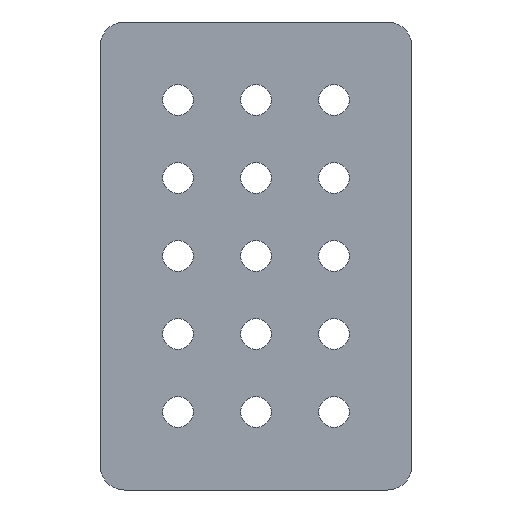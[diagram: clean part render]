
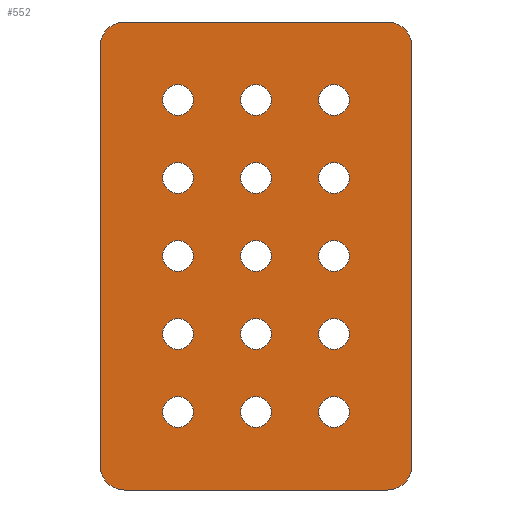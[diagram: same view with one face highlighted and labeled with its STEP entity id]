
A CAD part, front view. The second image highlights one B-rep face of the part: STEP entity #552.
In plain terms, the highlighted planar face has unit normal (0, -1, 0).
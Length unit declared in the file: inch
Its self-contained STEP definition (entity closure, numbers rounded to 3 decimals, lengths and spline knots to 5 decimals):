
#29=FACE_BOUND('',#115,.T.);
#30=FACE_BOUND('',#116,.T.);
#31=FACE_BOUND('',#117,.T.);
#32=FACE_BOUND('',#118,.T.);
#33=FACE_BOUND('',#119,.T.);
#34=FACE_BOUND('',#120,.T.);
#35=FACE_BOUND('',#121,.T.);
#36=FACE_BOUND('',#122,.T.);
#37=FACE_BOUND('',#123,.T.);
#38=FACE_BOUND('',#124,.T.);
#39=FACE_BOUND('',#125,.T.);
#40=FACE_BOUND('',#126,.T.);
#41=FACE_BOUND('',#127,.T.);
#42=FACE_BOUND('',#128,.T.);
#43=FACE_BOUND('',#129,.T.);
#49=PLANE('',#637);
#74=FACE_OUTER_BOUND('',#114,.T.);
#114=EDGE_LOOP('',(#460,#461,#462,#463,#464,#465,#466,#467));
#115=EDGE_LOOP('',(#468));
#116=EDGE_LOOP('',(#469));
#117=EDGE_LOOP('',(#470));
#118=EDGE_LOOP('',(#471));
#119=EDGE_LOOP('',(#472));
#120=EDGE_LOOP('',(#473));
#121=EDGE_LOOP('',(#474));
#122=EDGE_LOOP('',(#475));
#123=EDGE_LOOP('',(#476));
#124=EDGE_LOOP('',(#477));
#125=EDGE_LOOP('',(#478));
#126=EDGE_LOOP('',(#479));
#127=EDGE_LOOP('',(#480));
#128=EDGE_LOOP('',(#481));
#129=EDGE_LOOP('',(#482));
#145=LINE('',#891,#176);
#150=LINE('',#905,#181);
#154=LINE('',#917,#185);
#158=LINE('',#929,#189);
#176=VECTOR('',#747,0.3937);
#181=VECTOR('',#760,0.3937);
#185=VECTOR('',#772,0.3937);
#189=VECTOR('',#784,0.3937);
#193=CIRCLE('',#577,0.098);
#195=CIRCLE('',#580,0.098);
#197=CIRCLE('',#583,0.098);
#199=CIRCLE('',#586,0.098);
#201=CIRCLE('',#589,0.098);
#203=CIRCLE('',#592,0.098);
#205=CIRCLE('',#595,0.098);
#207=CIRCLE('',#598,0.098);
#209=CIRCLE('',#601,0.098);
#211=CIRCLE('',#604,0.098);
#213=CIRCLE('',#607,0.098);
#215=CIRCLE('',#610,0.098);
#217=CIRCLE('',#613,0.098);
#219=CIRCLE('',#616,0.098);
#221=CIRCLE('',#619,0.098);
#222=CIRCLE('',#622,0.157);
#224=CIRCLE('',#626,0.157);
#226=CIRCLE('',#630,0.157);
#228=CIRCLE('',#634,0.157);
#231=VERTEX_POINT('',#801);
#233=VERTEX_POINT('',#807);
#235=VERTEX_POINT('',#813);
#237=VERTEX_POINT('',#819);
#239=VERTEX_POINT('',#825);
#241=VERTEX_POINT('',#831);
#243=VERTEX_POINT('',#837);
#245=VERTEX_POINT('',#843);
#247=VERTEX_POINT('',#849);
#249=VERTEX_POINT('',#855);
#251=VERTEX_POINT('',#861);
#253=VERTEX_POINT('',#867);
#255=VERTEX_POINT('',#873);
#257=VERTEX_POINT('',#879);
#259=VERTEX_POINT('',#885);
#260=VERTEX_POINT('',#889);
#261=VERTEX_POINT('',#890);
#264=VERTEX_POINT('',#898);
#266=VERTEX_POINT('',#904);
#268=VERTEX_POINT('',#910);
#270=VERTEX_POINT('',#916);
#272=VERTEX_POINT('',#922);
#274=VERTEX_POINT('',#928);
#278=EDGE_CURVE('',#231,#231,#193,.T.);
#281=EDGE_CURVE('',#233,#233,#195,.T.);
#284=EDGE_CURVE('',#235,#235,#197,.T.);
#287=EDGE_CURVE('',#237,#237,#199,.T.);
#290=EDGE_CURVE('',#239,#239,#201,.T.);
#293=EDGE_CURVE('',#241,#241,#203,.T.);
#296=EDGE_CURVE('',#243,#243,#205,.T.);
#299=EDGE_CURVE('',#245,#245,#207,.T.);
#302=EDGE_CURVE('',#247,#247,#209,.T.);
#305=EDGE_CURVE('',#249,#249,#211,.T.);
#308=EDGE_CURVE('',#251,#251,#213,.T.);
#311=EDGE_CURVE('',#253,#253,#215,.T.);
#314=EDGE_CURVE('',#255,#255,#217,.T.);
#317=EDGE_CURVE('',#257,#257,#219,.T.);
#320=EDGE_CURVE('',#259,#259,#221,.T.);
#321=EDGE_CURVE('',#260,#261,#145,.T.);
#325=EDGE_CURVE('',#264,#260,#222,.T.);
#328=EDGE_CURVE('',#266,#264,#150,.T.);
#331=EDGE_CURVE('',#268,#266,#224,.T.);
#334=EDGE_CURVE('',#270,#268,#154,.T.);
#337=EDGE_CURVE('',#272,#270,#226,.T.);
#340=EDGE_CURVE('',#274,#272,#158,.T.);
#343=EDGE_CURVE('',#261,#274,#228,.T.);
#460=ORIENTED_EDGE('',*,*,#343,.F.);
#461=ORIENTED_EDGE('',*,*,#321,.F.);
#462=ORIENTED_EDGE('',*,*,#325,.F.);
#463=ORIENTED_EDGE('',*,*,#328,.F.);
#464=ORIENTED_EDGE('',*,*,#331,.F.);
#465=ORIENTED_EDGE('',*,*,#334,.F.);
#466=ORIENTED_EDGE('',*,*,#337,.F.);
#467=ORIENTED_EDGE('',*,*,#340,.F.);
#468=ORIENTED_EDGE('',*,*,#320,.F.);
#469=ORIENTED_EDGE('',*,*,#317,.F.);
#470=ORIENTED_EDGE('',*,*,#314,.F.);
#471=ORIENTED_EDGE('',*,*,#311,.F.);
#472=ORIENTED_EDGE('',*,*,#308,.F.);
#473=ORIENTED_EDGE('',*,*,#305,.F.);
#474=ORIENTED_EDGE('',*,*,#302,.F.);
#475=ORIENTED_EDGE('',*,*,#299,.F.);
#476=ORIENTED_EDGE('',*,*,#296,.F.);
#477=ORIENTED_EDGE('',*,*,#293,.F.);
#478=ORIENTED_EDGE('',*,*,#290,.F.);
#479=ORIENTED_EDGE('',*,*,#287,.F.);
#480=ORIENTED_EDGE('',*,*,#284,.F.);
#481=ORIENTED_EDGE('',*,*,#281,.F.);
#482=ORIENTED_EDGE('',*,*,#278,.F.);
#552=ADVANCED_FACE('',(#74,#29,#30,#31,#32,#33,#34,#35,#36,#37,#38,#39,
#40,#41,#42,#43),#49,.F.);
#577=AXIS2_PLACEMENT_3D('',#803,#645,#646);
#580=AXIS2_PLACEMENT_3D('',#809,#652,#653);
#583=AXIS2_PLACEMENT_3D('',#815,#659,#660);
#586=AXIS2_PLACEMENT_3D('',#821,#666,#667);
#589=AXIS2_PLACEMENT_3D('',#827,#673,#674);
#592=AXIS2_PLACEMENT_3D('',#833,#680,#681);
#595=AXIS2_PLACEMENT_3D('',#839,#687,#688);
#598=AXIS2_PLACEMENT_3D('',#845,#694,#695);
#601=AXIS2_PLACEMENT_3D('',#851,#701,#702);
#604=AXIS2_PLACEMENT_3D('',#857,#708,#709);
#607=AXIS2_PLACEMENT_3D('',#863,#715,#716);
#610=AXIS2_PLACEMENT_3D('',#869,#722,#723);
#613=AXIS2_PLACEMENT_3D('',#875,#729,#730);
#616=AXIS2_PLACEMENT_3D('',#881,#736,#737);
#619=AXIS2_PLACEMENT_3D('',#887,#743,#744);
#622=AXIS2_PLACEMENT_3D('',#899,#753,#754);
#626=AXIS2_PLACEMENT_3D('',#911,#765,#766);
#630=AXIS2_PLACEMENT_3D('',#923,#777,#778);
#634=AXIS2_PLACEMENT_3D('',#934,#789,#790);
#637=AXIS2_PLACEMENT_3D('',#937,#795,#796);
#645=DIRECTION('center_axis',(0.,-1.,0.));
#646=DIRECTION('ref_axis',(1.,0.,0.));
#652=DIRECTION('center_axis',(0.,-1.,0.));
#653=DIRECTION('ref_axis',(1.,0.,0.));
#659=DIRECTION('center_axis',(0.,-1.,0.));
#660=DIRECTION('ref_axis',(1.,0.,0.));
#666=DIRECTION('center_axis',(0.,-1.,0.));
#667=DIRECTION('ref_axis',(1.,0.,0.));
#673=DIRECTION('center_axis',(0.,-1.,0.));
#674=DIRECTION('ref_axis',(1.,0.,0.));
#680=DIRECTION('center_axis',(0.,-1.,0.));
#681=DIRECTION('ref_axis',(1.,0.,0.));
#687=DIRECTION('center_axis',(0.,-1.,0.));
#688=DIRECTION('ref_axis',(1.,0.,0.));
#694=DIRECTION('center_axis',(0.,-1.,0.));
#695=DIRECTION('ref_axis',(1.,0.,0.));
#701=DIRECTION('center_axis',(0.,-1.,0.));
#702=DIRECTION('ref_axis',(1.,0.,0.));
#708=DIRECTION('center_axis',(0.,-1.,0.));
#709=DIRECTION('ref_axis',(1.,0.,0.));
#715=DIRECTION('center_axis',(0.,-1.,0.));
#716=DIRECTION('ref_axis',(1.,0.,0.));
#722=DIRECTION('center_axis',(0.,-1.,0.));
#723=DIRECTION('ref_axis',(1.,0.,0.));
#729=DIRECTION('center_axis',(0.,-1.,0.));
#730=DIRECTION('ref_axis',(1.,0.,0.));
#736=DIRECTION('center_axis',(0.,-1.,0.));
#737=DIRECTION('ref_axis',(1.,0.,0.));
#743=DIRECTION('center_axis',(0.,-1.,0.));
#744=DIRECTION('ref_axis',(1.,0.,0.));
#747=DIRECTION('',(1.,0.,0.));
#753=DIRECTION('center_axis',(0.,1.,0.));
#754=DIRECTION('ref_axis',(-1.,0.,0.));
#760=DIRECTION('',(0.,0.,1.));
#765=DIRECTION('center_axis',(0.,1.,0.));
#766=DIRECTION('ref_axis',(0.,0.,-1.));
#772=DIRECTION('',(-1.,0.,0.));
#777=DIRECTION('center_axis',(0.,1.,0.));
#778=DIRECTION('ref_axis',(1.,0.,0.));
#784=DIRECTION('',(0.,0.,-1.));
#789=DIRECTION('center_axis',(0.,1.,0.));
#790=DIRECTION('ref_axis',(0.,0.,1.));
#795=DIRECTION('center_axis',(0.,1.,0.));
#796=DIRECTION('ref_axis',(0.,0.,1.));
#801=CARTESIAN_POINT('',(-0.11304,0.,-2.));
#803=CARTESIAN_POINT('Origin',(-0.01504,0.,-2.));
#807=CARTESIAN_POINT('',(0.38696,0.,-1.5));
#809=CARTESIAN_POINT('Origin',(0.48496,0.,-1.5));
#813=CARTESIAN_POINT('',(-0.61304,0.,-1.5));
#815=CARTESIAN_POINT('Origin',(-0.51504,0.,-1.5));
#819=CARTESIAN_POINT('',(-0.11304,0.,-1.));
#821=CARTESIAN_POINT('Origin',(-0.01504,0.,-1.));
#825=CARTESIAN_POINT('',(-0.61304,0.,-1.));
#827=CARTESIAN_POINT('Origin',(-0.51504,0.,-1.));
#831=CARTESIAN_POINT('',(0.38696,0.,-0.5));
#833=CARTESIAN_POINT('Origin',(0.48496,0.,-0.5));
#837=CARTESIAN_POINT('',(-0.11304,0.,-0.5));
#839=CARTESIAN_POINT('Origin',(-0.01504,0.,-0.5));
#843=CARTESIAN_POINT('',(-0.61304,0.,-0.5));
#845=CARTESIAN_POINT('Origin',(-0.51504,0.,-0.5));
#849=CARTESIAN_POINT('',(0.38696,0.,0.));
#851=CARTESIAN_POINT('Origin',(0.48496,0.,0.));
#855=CARTESIAN_POINT('',(-0.11304,0.,0.));
#857=CARTESIAN_POINT('Origin',(-0.01504,0.,0.));
#861=CARTESIAN_POINT('',(-0.61304,0.,0.));
#863=CARTESIAN_POINT('Origin',(-0.51504,0.,0.));
#867=CARTESIAN_POINT('',(0.38696,0.,-1.));
#869=CARTESIAN_POINT('Origin',(0.48496,0.,-1.));
#873=CARTESIAN_POINT('',(-0.11304,0.,-1.5));
#875=CARTESIAN_POINT('Origin',(-0.01504,0.,-1.5));
#879=CARTESIAN_POINT('',(-0.61304,0.,-2.));
#881=CARTESIAN_POINT('Origin',(-0.51504,0.,-2.));
#885=CARTESIAN_POINT('',(0.38696,0.,-2.));
#887=CARTESIAN_POINT('Origin',(0.48496,0.,-2.));
#889=CARTESIAN_POINT('',(-0.85804,0.,0.5));
#890=CARTESIAN_POINT('',(0.82796,0.,0.5));
#891=CARTESIAN_POINT('',(-0.85804,0.,0.5));
#898=CARTESIAN_POINT('',(-1.01504,0.,0.343));
#899=CARTESIAN_POINT('Origin',(-0.85804,0.,0.343));
#904=CARTESIAN_POINT('',(-1.01504,0.,-2.343));
#905=CARTESIAN_POINT('',(-1.01504,0.,-2.343));
#910=CARTESIAN_POINT('',(-0.85804,0.,-2.5));
#911=CARTESIAN_POINT('Origin',(-0.85804,0.,-2.343));
#916=CARTESIAN_POINT('',(0.82796,0.,-2.5));
#917=CARTESIAN_POINT('',(0.82796,0.,-2.5));
#922=CARTESIAN_POINT('',(0.98496,0.,-2.343));
#923=CARTESIAN_POINT('Origin',(0.82796,0.,-2.343));
#928=CARTESIAN_POINT('',(0.98496,0.,0.343));
#929=CARTESIAN_POINT('',(0.98496,0.,0.343));
#934=CARTESIAN_POINT('Origin',(0.82796,0.,0.343));
#937=CARTESIAN_POINT('Origin',(-0.01504,0.,-1.));
